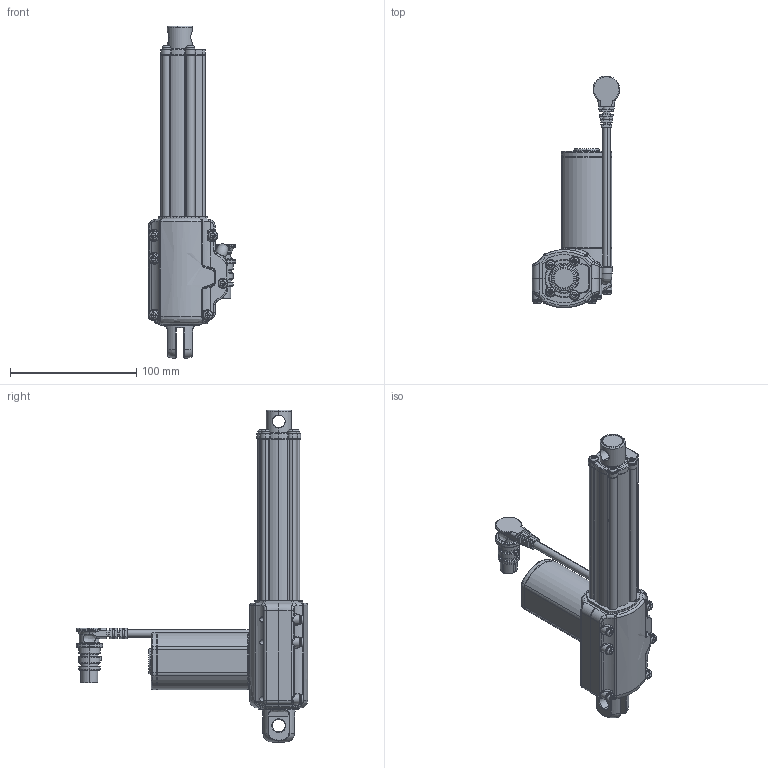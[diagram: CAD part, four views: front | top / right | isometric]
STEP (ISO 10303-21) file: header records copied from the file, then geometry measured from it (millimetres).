
FILE_DESCRIPTION (( 'STEP AP203' ), '1' );
FILE_NAME ('3D-TA4-RearAttachment-90 Degree-A.STEP', '2010-03-11T02:52:28', ( 'Jeremy' ), ( 'Microsoft' ), 'SwSTEP 2.0', 'SolidWorks 2005179', '' );
FILE_SCHEMA (( 'CONFIG_CONTROL_DESIGN' ));
Length unit declared in the file: millimetre
Products named in the file (1): 3D-TA4-RearAttachment-90 Degree-A
Bounding box: 69.17 x 183.56 x 263 mm (x, y, z)
Volume: 452326.2 mm3; surface area: 62746.4 mm2
Topology: 1 solids, 2 shells, 1330 faces, 3290 edges, 1952 vertices
Faces by surface type: cylinder 487, plane 352, torus 229, bspline 211, cone 49, sphere 2
Entity records: 120194 total; most frequent: CARTESIAN_POINT 89922, ORIENTED_EDGE 6504, DIRECTION 6242, EDGE_CURVE 3252, AXIS2_PLACEMENT_3D 2539, VERTEX_POINT 1952, CIRCLE 1419, EDGE_LOOP 1366
